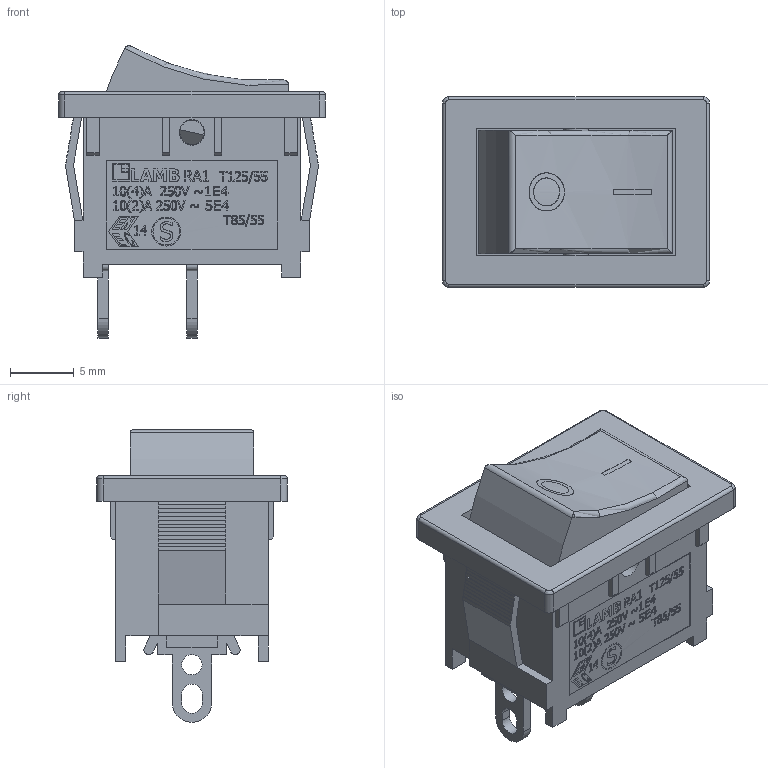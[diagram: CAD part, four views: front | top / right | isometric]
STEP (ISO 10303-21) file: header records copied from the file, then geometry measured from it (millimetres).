
FILE_DESCRIPTION((' '),'2;1');
FILE_NAME('RA121xxx21.stp','2017-08-02T13:14:43',(' '),(' '),' ','ACIS',' ');
FILE_SCHEMA(('CONFIG_CONTROL_DESIGN'));
Length unit declared in the file: inch
Products named in the file (3): RA121xxx21.stp; Body1; Body2
Assembly tree (2 placements, depth 2):
  RA121xxx21.stp
    Body1
    Body2
Bounding box: 21 x 15 x 23.02 mm (x, y, z)
Volume: 1521.1 mm3; surface area: 3352.3 mm2
Topology: 2 solids, 2 shells, 1093 faces, 2987 edges, 1986 vertices
Faces by surface type: plane 732, bspline 323, cylinder 36, torus 2
Full cylindrical faces by diameter (mm): 1.6 x2, 1.9 x2, 2 x2, 2.11 x1, 2.29 x1
Entity records: 39129 total; most frequent: CARTESIAN_POINT 13122, ORIENTED_EDGE 5966, DIRECTION 3995, EDGE_CURVE 2983, VECTOR 2261, LINE 2261, VERTEX_POINT 1986, EDGE_LOOP 1201
